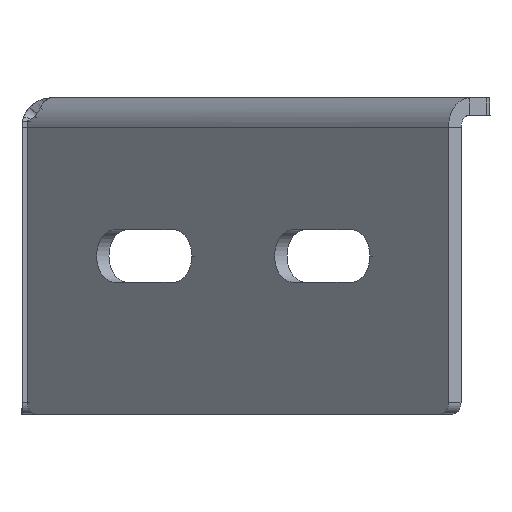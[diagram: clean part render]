
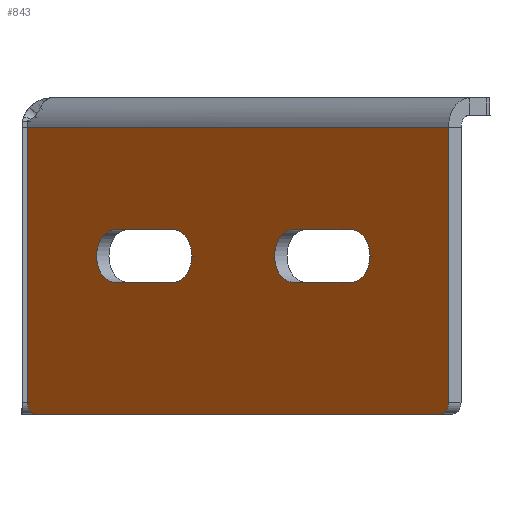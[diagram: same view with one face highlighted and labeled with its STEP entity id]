
A CAD part, front view. The second image highlights one B-rep face of the part: STEP entity #843.
In plain terms, the highlighted planar face has unit normal (-0.707, -0.707, 0).
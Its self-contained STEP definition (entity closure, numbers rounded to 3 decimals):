
#24 = CARTESIAN_POINT ( 'NONE',  ( -78.986, 64.844, -48. ) ) ;
#27 = DIRECTION ( 'NONE',  ( -0.707, -0.707, 0. ) ) ;
#48 = CARTESIAN_POINT ( 'NONE',  ( -54.094, 39.952, -27.5 ) ) ;
#58 = EDGE_LOOP ( 'NONE', ( #530, #2539, #2674, #2290, #2067 ) ) ;
#107 = EDGE_CURVE ( 'NONE', #447, #2594, #353, .T. ) ;
#129 = AXIS2_PLACEMENT_3D ( 'NONE', #800, #1551, #1564 ) ;
#225 = DIRECTION ( 'NONE',  ( 0., 0., 1. ) ) ;
#227 = CIRCLE ( 'NONE', #2366, 4.5 ) ;
#244 = CARTESIAN_POINT ( 'NONE',  ( -8.485, -5.657, -48. ) ) ;
#265 = CARTESIAN_POINT ( 'NONE',  ( -77.572, 63.43, -50. ) ) ;
#289 = ORIENTED_EDGE ( 'NONE', *, *, #2312, .T. ) ;
#295 = DIRECTION ( 'NONE',  ( 0.707, -0.707, 0. ) ) ;
#312 = VERTEX_POINT ( 'NONE', #265 ) ;
#314 = VERTEX_POINT ( 'NONE', #24 ) ;
#320 = CARTESIAN_POINT ( 'NONE',  ( -50.912, 36.77, -23. ) ) ;
#325 = EDGE_CURVE ( 'NONE', #1700, #3102, #1993, .T. ) ;
#333 = VERTEX_POINT ( 'NONE', #2509 ) ;
#337 = CARTESIAN_POINT ( 'NONE',  ( -54.094, 39.952, -18.5 ) ) ;
#346 = CIRCLE ( 'NONE', #767, 2. ) ;
#353 = CIRCLE ( 'NONE', #2453, 4.5 ) ;
#384 = VERTEX_POINT ( 'NONE', #3080 ) ;
#447 = VERTEX_POINT ( 'NONE', #320 ) ;
#449 = EDGE_CURVE ( 'NONE', #2695, #384, #2825, .T. ) ;
#456 = DIRECTION ( 'NONE',  ( -0.707, -0.707, 0. ) ) ;
#459 = VECTOR ( 'NONE', #1883, 1000. ) ;
#471 = CARTESIAN_POINT ( 'NONE',  ( -7.071, -7.071, 0. ) ) ;
#484 = FACE_OUTER_BOUND ( 'NONE', #2488, .T. ) ;
#492 = AXIS2_PLACEMENT_3D ( 'NONE', #805, #27, #3071 ) ;
#513 = CARTESIAN_POINT ( 'NONE',  ( -23.688, 9.546, -18.5 ) ) ;
#521 = CARTESIAN_POINT ( 'NONE',  ( -7.071, -7.071, -1. ) ) ;
#530 = ORIENTED_EDGE ( 'NONE', *, *, #1322, .F. ) ;
#628 = CARTESIAN_POINT ( 'NONE',  ( -7.071, -7.071, -1. ) ) ;
#718 = EDGE_CURVE ( 'NONE', #2594, #2625, #3219, .T. ) ;
#730 = AXIS2_PLACEMENT_3D ( 'NONE', #1320, #1075, #1345 ) ;
#748 = PLANE ( 'NONE',  #3214 ) ;
#767 = AXIS2_PLACEMENT_3D ( 'NONE', #244, #456, #1760 ) ;
#778 = FACE_BOUND ( 'NONE', #58, .T. ) ;
#800 = CARTESIAN_POINT ( 'NONE',  ( -23.688, 9.546, -23. ) ) ;
#805 = CARTESIAN_POINT ( 'NONE',  ( -33.588, 19.445, -23. ) ) ;
#824 = VECTOR ( 'NONE', #1660, 1000. ) ;
#843 = ADVANCED_FACE ( 'NONE', ( #778, #1277, #484 ), #748, .F. ) ;
#854 = ORIENTED_EDGE ( 'NONE', *, *, #2349, .T. ) ;
#894 = VERTEX_POINT ( 'NONE', #513 ) ;
#903 = VERTEX_POINT ( 'NONE', #48 ) ;
#912 = EDGE_CURVE ( 'NONE', #2625, #1803, #227, .T. ) ;
#926 = CIRCLE ( 'NONE', #1609, 2. ) ;
#935 = EDGE_CURVE ( 'NONE', #333, #3102, #1295, .T. ) ;
#984 = CARTESIAN_POINT ( 'NONE',  ( -33.588, 19.445, -18.5 ) ) ;
#1067 = EDGE_CURVE ( 'NONE', #894, #2891, #3103, .T. ) ;
#1075 = DIRECTION ( 'NONE',  ( -0.707, -0.707, 0. ) ) ;
#1076 = CARTESIAN_POINT ( 'NONE',  ( -23.688, 9.546, -27.5 ) ) ;
#1108 = VECTOR ( 'NONE', #225, 1000. ) ;
#1150 = ORIENTED_EDGE ( 'NONE', *, *, #1306, .F. ) ;
#1158 = LINE ( 'NONE', #2630, #824 ) ;
#1171 = CARTESIAN_POINT ( 'NONE',  ( -54.094, 39.952, -23. ) ) ;
#1219 = ORIENTED_EDGE ( 'NONE', *, *, #1067, .F. ) ;
#1220 = VECTOR ( 'NONE', #1962, 1000. ) ;
#1234 = VECTOR ( 'NONE', #2822, 1000. ) ;
#1257 = CARTESIAN_POINT ( 'NONE',  ( -33.588, 19.445, -27.5 ) ) ;
#1277 = FACE_BOUND ( 'NONE', #2672, .T. ) ;
#1295 = LINE ( 'NONE', #471, #1108 ) ;
#1306 = EDGE_CURVE ( 'NONE', #384, #894, #2645, .T. ) ;
#1313 = DIRECTION ( 'NONE',  ( 0.707, -0.707, 0. ) ) ;
#1315 = ORIENTED_EDGE ( 'NONE', *, *, #1784, .T. ) ;
#1319 = CARTESIAN_POINT ( 'NONE',  ( -63.993, 49.851, -27.5 ) ) ;
#1320 = CARTESIAN_POINT ( 'NONE',  ( -23.688, 9.546, -23. ) ) ;
#1322 = EDGE_CURVE ( 'NONE', #1803, #903, #1331, .T. ) ;
#1326 = CARTESIAN_POINT ( 'NONE',  ( -78.986, 64.844, -1. ) ) ;
#1331 = LINE ( 'NONE', #1319, #1234 ) ;
#1345 = DIRECTION ( 'NONE',  ( 0.707, -0.707, 0. ) ) ;
#1359 = ORIENTED_EDGE ( 'NONE', *, *, #935, .T. ) ;
#1390 = DIRECTION ( 'NONE',  ( -0.707, 0.707, 0. ) ) ;
#1408 = CARTESIAN_POINT ( 'NONE',  ( -78.986, 64.844, -1. ) ) ;
#1455 = CARTESIAN_POINT ( 'NONE',  ( -63.993, 49.851, -18.5 ) ) ;
#1467 = CARTESIAN_POINT ( 'NONE',  ( -77.572, 63.43, -48. ) ) ;
#1551 = DIRECTION ( 'NONE',  ( -0.707, -0.707, 0. ) ) ;
#1564 = DIRECTION ( 'NONE',  ( 0.707, -0.707, 0. ) ) ;
#1609 = AXIS2_PLACEMENT_3D ( 'NONE', #1467, #2748, #1989 ) ;
#1653 = CARTESIAN_POINT ( 'NONE',  ( -63.993, 49.851, -27.5 ) ) ;
#1660 = DIRECTION ( 'NONE',  ( 0.707, -0.707, 0. ) ) ;
#1673 = CIRCLE ( 'NONE', #2710, 4.5 ) ;
#1700 = VERTEX_POINT ( 'NONE', #1326 ) ;
#1717 = EDGE_CURVE ( 'NONE', #2891, #1734, #1912, .T. ) ;
#1734 = VERTEX_POINT ( 'NONE', #2023 ) ;
#1749 = EDGE_CURVE ( 'NONE', #903, #447, #1673, .T. ) ;
#1760 = DIRECTION ( 'NONE',  ( -0.707, 0.707, 0. ) ) ;
#1784 = EDGE_CURVE ( 'NONE', #1700, #314, #3088, .T. ) ;
#1803 = VERTEX_POINT ( 'NONE', #1653 ) ;
#1804 = DIRECTION ( 'NONE',  ( 0.707, 0.707, 0. ) ) ;
#1869 = ORIENTED_EDGE ( 'NONE', *, *, #3109, .T. ) ;
#1883 = DIRECTION ( 'NONE',  ( 0., 0., -1. ) ) ;
#1912 = CIRCLE ( 'NONE', #492, 4.5 ) ;
#1957 = VECTOR ( 'NONE', #1390, 1000. ) ;
#1962 = DIRECTION ( 'NONE',  ( -0.707, 0.707, 0. ) ) ;
#1989 = DIRECTION ( 'NONE',  ( -0.707, 0.707, 0. ) ) ;
#1993 = LINE ( 'NONE', #521, #3041 ) ;
#2012 = CARTESIAN_POINT ( 'NONE',  ( -7.071, -7.071, 0. ) ) ;
#2023 = CARTESIAN_POINT ( 'NONE',  ( -33.588, 19.445, -27.5 ) ) ;
#2067 = ORIENTED_EDGE ( 'NONE', *, *, #1749, .F. ) ;
#2223 = DIRECTION ( 'NONE',  ( 0.707, -0.707, 0. ) ) ;
#2225 = DIRECTION ( 'NONE',  ( -0.707, 0.707, 0. ) ) ;
#2278 = CARTESIAN_POINT ( 'NONE',  ( -8.485, -5.657, -50. ) ) ;
#2290 = ORIENTED_EDGE ( 'NONE', *, *, #107, .F. ) ;
#2312 = EDGE_CURVE ( 'NONE', #2688, #333, #346, .T. ) ;
#2342 = ORIENTED_EDGE ( 'NONE', *, *, #2415, .F. ) ;
#2349 = EDGE_CURVE ( 'NONE', #314, #312, #926, .T. ) ;
#2366 = AXIS2_PLACEMENT_3D ( 'NONE', #3225, #3048, #3029 ) ;
#2412 = ORIENTED_EDGE ( 'NONE', *, *, #1717, .F. ) ;
#2415 = EDGE_CURVE ( 'NONE', #1734, #2695, #2729, .T. ) ;
#2453 = AXIS2_PLACEMENT_3D ( 'NONE', #1171, #2948, #2715 ) ;
#2486 = ORIENTED_EDGE ( 'NONE', *, *, #449, .F. ) ;
#2488 = EDGE_LOOP ( 'NONE', ( #1869, #289, #1359, #3195, #1315, #854 ) ) ;
#2509 = CARTESIAN_POINT ( 'NONE',  ( -7.071, -7.071, -48. ) ) ;
#2539 = ORIENTED_EDGE ( 'NONE', *, *, #912, .F. ) ;
#2549 = DIRECTION ( 'NONE',  ( -0.707, -0.707, 0. ) ) ;
#2551 = CARTESIAN_POINT ( 'NONE',  ( -33.588, 19.445, -18.5 ) ) ;
#2594 = VERTEX_POINT ( 'NONE', #337 ) ;
#2625 = VERTEX_POINT ( 'NONE', #2853 ) ;
#2630 = CARTESIAN_POINT ( 'NONE',  ( -7.071, -7.071, -50. ) ) ;
#2645 = CIRCLE ( 'NONE', #129, 4.5 ) ;
#2672 = EDGE_LOOP ( 'NONE', ( #2342, #2412, #1219, #1150, #2486 ) ) ;
#2674 = ORIENTED_EDGE ( 'NONE', *, *, #718, .F. ) ;
#2688 = VERTEX_POINT ( 'NONE', #2278 ) ;
#2695 = VERTEX_POINT ( 'NONE', #1076 ) ;
#2710 = AXIS2_PLACEMENT_3D ( 'NONE', #2795, #2549, #1313 ) ;
#2715 = DIRECTION ( 'NONE',  ( 0.707, -0.707, 0. ) ) ;
#2729 = LINE ( 'NONE', #1257, #2759 ) ;
#2748 = DIRECTION ( 'NONE',  ( -0.707, -0.707, 0. ) ) ;
#2759 = VECTOR ( 'NONE', #2223, 1000. ) ;
#2795 = CARTESIAN_POINT ( 'NONE',  ( -54.094, 39.952, -23. ) ) ;
#2822 = DIRECTION ( 'NONE',  ( 0.707, -0.707, 0. ) ) ;
#2825 = CIRCLE ( 'NONE', #730, 4.5 ) ;
#2853 = CARTESIAN_POINT ( 'NONE',  ( -63.993, 49.851, -18.5 ) ) ;
#2891 = VERTEX_POINT ( 'NONE', #984 ) ;
#2948 = DIRECTION ( 'NONE',  ( -0.707, -0.707, 0. ) ) ;
#3029 = DIRECTION ( 'NONE',  ( 0.707, -0.707, 0. ) ) ;
#3041 = VECTOR ( 'NONE', #295, 1000. ) ;
#3048 = DIRECTION ( 'NONE',  ( -0.707, -0.707, 0. ) ) ;
#3071 = DIRECTION ( 'NONE',  ( 0.707, -0.707, 0. ) ) ;
#3080 = CARTESIAN_POINT ( 'NONE',  ( -20.506, 6.364, -23. ) ) ;
#3088 = LINE ( 'NONE', #1408, #459 ) ;
#3102 = VERTEX_POINT ( 'NONE', #628 ) ;
#3103 = LINE ( 'NONE', #2551, #1957 ) ;
#3109 = EDGE_CURVE ( 'NONE', #312, #2688, #1158, .T. ) ;
#3195 = ORIENTED_EDGE ( 'NONE', *, *, #325, .F. ) ;
#3214 = AXIS2_PLACEMENT_3D ( 'NONE', #2012, #1804, #2225 ) ;
#3219 = LINE ( 'NONE', #1455, #1220 ) ;
#3225 = CARTESIAN_POINT ( 'NONE',  ( -63.993, 49.851, -23. ) ) ;
